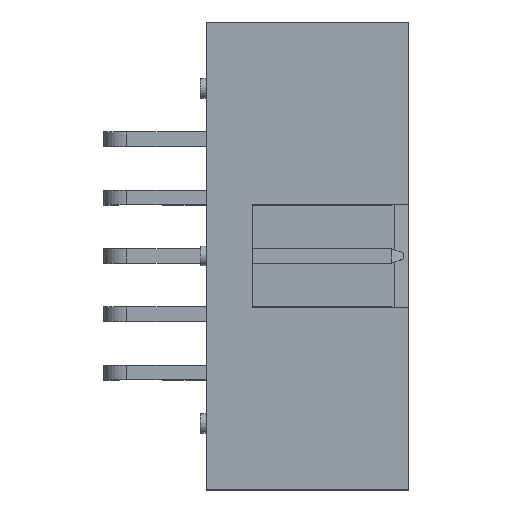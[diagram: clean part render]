
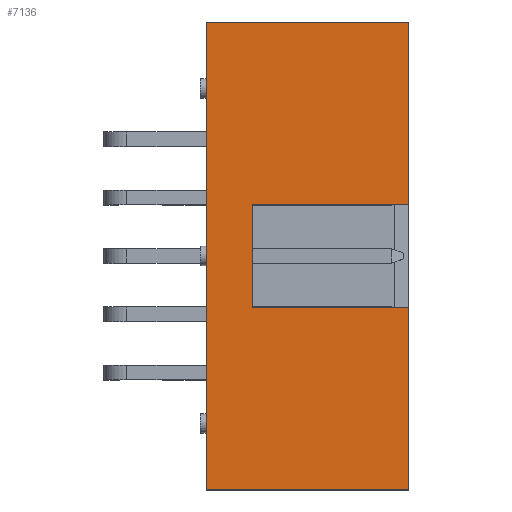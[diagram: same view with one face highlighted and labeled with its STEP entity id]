
A CAD part, top view. The second image highlights one B-rep face of the part: STEP entity #7136.
In plain terms, the highlighted face is planar.
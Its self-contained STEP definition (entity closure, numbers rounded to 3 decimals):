
#193=LINE('',#9498,#844);
#215=LINE('',#9542,#866);
#242=LINE('',#9596,#893);
#254=LINE('',#9620,#905);
#255=LINE('',#9622,#906);
#256=LINE('',#9624,#907);
#257=LINE('',#9626,#908);
#258=LINE('',#9627,#909);
#844=VECTOR('',#8068,1000.);
#866=VECTOR('',#8092,1000.);
#893=VECTOR('',#8123,1000.);
#905=VECTOR('',#8147,1000.);
#906=VECTOR('',#8150,1000.);
#907=VECTOR('',#8151,1000.);
#908=VECTOR('',#8152,1000.);
#909=VECTOR('',#8153,1000.);
#1691=ORIENTED_EDGE('',*,*,#3005,.F.);
#1692=ORIENTED_EDGE('',*,*,#2978,.T.);
#1693=ORIENTED_EDGE('',*,*,#3017,.T.);
#1694=ORIENTED_EDGE('',*,*,#3018,.F.);
#1695=ORIENTED_EDGE('',*,*,#3019,.F.);
#1696=ORIENTED_EDGE('',*,*,#3020,.F.);
#1697=ORIENTED_EDGE('',*,*,#2956,.F.);
#1698=ORIENTED_EDGE('',*,*,#3021,.F.);
#2956=EDGE_CURVE('',#3611,#3610,#193,.T.);
#2978=EDGE_CURVE('',#3633,#3632,#215,.T.);
#3005=EDGE_CURVE('',#3633,#3657,#242,.T.);
#3017=EDGE_CURVE('',#3632,#3663,#254,.T.);
#3018=EDGE_CURVE('',#3664,#3663,#255,.T.);
#3019=EDGE_CURVE('',#3665,#3664,#256,.T.);
#3020=EDGE_CURVE('',#3610,#3665,#257,.T.);
#3021=EDGE_CURVE('',#3657,#3611,#258,.T.);
#3610=VERTEX_POINT('',#9494);
#3611=VERTEX_POINT('',#9497);
#3632=VERTEX_POINT('',#9541);
#3633=VERTEX_POINT('',#9543);
#3657=VERTEX_POINT('',#9594);
#3663=VERTEX_POINT('',#9619);
#3664=VERTEX_POINT('',#9623);
#3665=VERTEX_POINT('',#9625);
#4065=EDGE_LOOP('',(#1691,#1692,#1693,#1694,#1695,#1696,#1697,#1698));
#4402=FACE_BOUND('',#4065,.T.);
#4716=PLANE('',#7462);
#7136=ADVANCED_FACE('',(#4402),#4716,.F.);
#7462=AXIS2_PLACEMENT_3D('',#9621,#8148,#8149);
#8068=DIRECTION('',(0.,0.,-1.));
#8092=DIRECTION('',(-1.,0.,0.));
#8123=DIRECTION('',(0.,0.,1.));
#8147=DIRECTION('',(0.,0.,1.));
#8148=DIRECTION('',(0.,1.,0.));
#8149=DIRECTION('',(0.,0.,1.));
#8150=DIRECTION('',(1.,0.,0.));
#8151=DIRECTION('',(0.,0.,1.));
#8152=DIRECTION('',(-1.,0.,0.));
#8153=DIRECTION('',(1.,0.,0.));
#9494=CARTESIAN_POINT('',(10.18,-4.4,-4.4));
#9497=CARTESIAN_POINT('',(10.18,-4.4,4.4));
#9498=CARTESIAN_POINT('',(10.18,-4.4,4.4));
#9541=CARTESIAN_POINT('',(-2.25,-4.4,-2.4));
#9542=CARTESIAN_POINT('',(2.25,-4.4,-2.4));
#9543=CARTESIAN_POINT('',(2.25,-4.4,-2.4));
#9594=CARTESIAN_POINT('',(2.25,-4.4,4.4));
#9596=CARTESIAN_POINT('',(2.25,-4.4,-2.4));
#9619=CARTESIAN_POINT('',(-2.25,-4.4,4.4));
#9620=CARTESIAN_POINT('',(-2.25,-4.4,-2.4));
#9621=CARTESIAN_POINT('',(0.,-4.4,0.));
#9622=CARTESIAN_POINT('',(-10.18,-4.4,4.4));
#9623=CARTESIAN_POINT('',(-10.18,-4.4,4.4));
#9624=CARTESIAN_POINT('',(-10.18,-4.4,-4.4));
#9625=CARTESIAN_POINT('',(-10.18,-4.4,-4.4));
#9626=CARTESIAN_POINT('',(10.18,-4.4,-4.4));
#9627=CARTESIAN_POINT('',(-10.18,-4.4,4.4));
